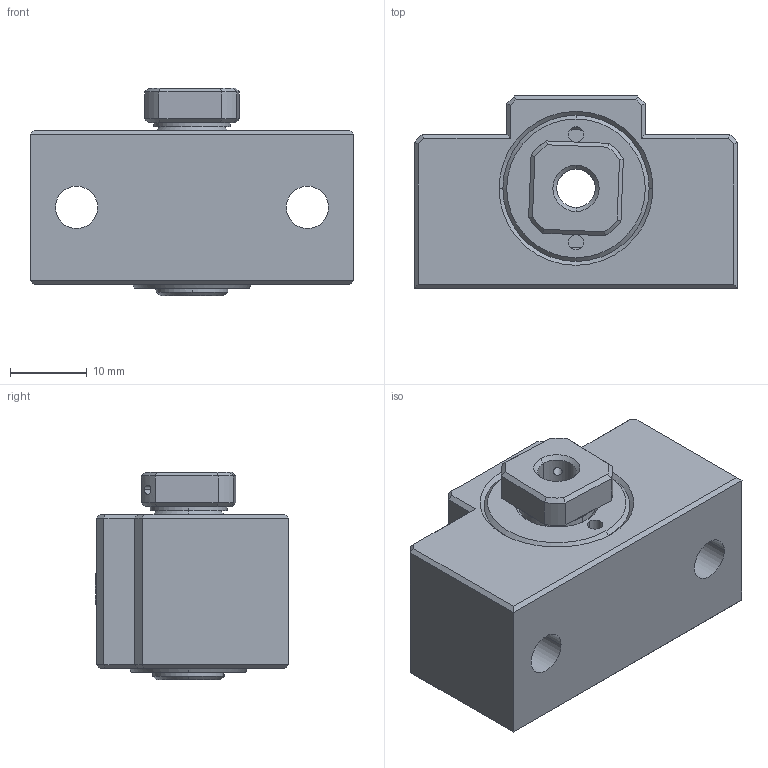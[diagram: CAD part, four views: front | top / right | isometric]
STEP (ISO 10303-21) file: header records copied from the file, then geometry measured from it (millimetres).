
FILE_DESCRIPTION (( 'STEP AP214' ), '1' );
FILE_NAME ('EK6.STEP', '2019-04-04T09:02:30', ( '' ), ( '' ), 'SwSTEP 2.0', 'SolidWorks 2015', '' );
FILE_SCHEMA (( 'AUTOMOTIVE_DESIGN' ));
Length unit declared in the file: millimetre
Products named in the file (1): EK6
Bounding box: 42 x 25.1 x 27 mm (x, y, z)
Surface area: 6805.4 mm2 (no closed solid volume)
Topology: 0 solids, 28 shells, 680 faces, 1844 edges, 1208 vertices
Faces by surface type: plane 587, cylinder 38, cone 34, bspline 21
Entity records: 22772 total; most frequent: CARTESIAN_POINT 5435, ORIENTED_EDGE 3630, DIRECTION 3167, EDGE_CURVE 1835, LINE 1643, VECTOR 1643, VERTEX_POINT 1208, AXIS2_PLACEMENT_3D 762
